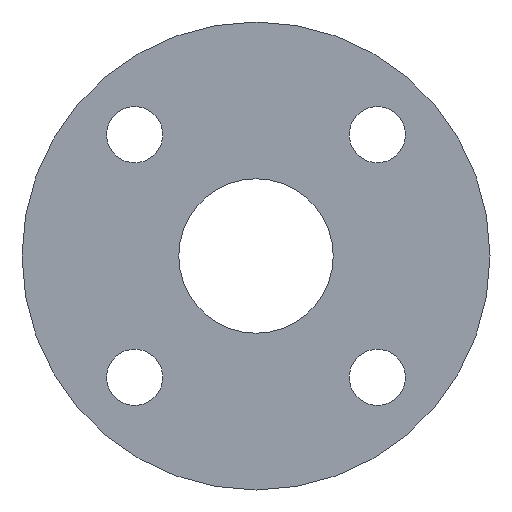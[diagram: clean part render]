
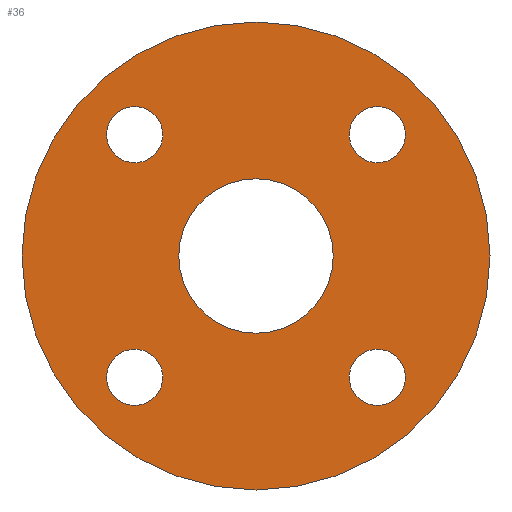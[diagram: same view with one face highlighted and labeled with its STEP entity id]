
A CAD part, left-side view. The second image highlights one B-rep face of the part: STEP entity #36.
In plain terms, the highlighted planar face has unit normal (-1, 0, 0).
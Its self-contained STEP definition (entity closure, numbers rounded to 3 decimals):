
#2 = CARTESIAN_POINT ( 'NONE',  ( -16., 38.891, -38.891 ) ) ;
#5 = CIRCLE ( 'NONE', #389, 9. ) ;
#8 = EDGE_LOOP ( 'NONE', ( #524, #496 ) ) ;
#9 = EDGE_CURVE ( 'NONE', #348, #370, #74, .T. ) ;
#10 = DIRECTION ( 'NONE',  ( 1., 0., 0. ) ) ;
#19 = DIRECTION ( 'NONE',  ( 1., 0., 0. ) ) ;
#36 = ADVANCED_FACE ( 'NONE', ( #328, #127, #219, #420, #523, #133 ), #321, .F. ) ;
#60 = DIRECTION ( 'NONE',  ( 1., 0., 0. ) ) ;
#61 = ORIENTED_EDGE ( 'NONE', *, *, #192, .T. ) ;
#67 = EDGE_CURVE ( 'NONE', #407, #202, #164, .T. ) ;
#70 = CARTESIAN_POINT ( 'NONE',  ( -16., 38.891, -38.891 ) ) ;
#74 = CIRCLE ( 'NONE', #350, 9. ) ;
#86 = CARTESIAN_POINT ( 'NONE',  ( -16., 0., 0. ) ) ;
#91 = VERTEX_POINT ( 'NONE', #468 ) ;
#107 = CARTESIAN_POINT ( 'NONE',  ( -16., 38.891, 29.891 ) ) ;
#115 = CARTESIAN_POINT ( 'NONE',  ( -16., -38.891, -29.891 ) ) ;
#127 = FACE_BOUND ( 'NONE', #8, .T. ) ;
#131 = CARTESIAN_POINT ( 'NONE',  ( -16., 0., 0. ) ) ;
#132 = CIRCLE ( 'NONE', #606, 9. ) ;
#133 = FACE_OUTER_BOUND ( 'NONE', #190, .T. ) ;
#136 = DIRECTION ( 'NONE',  ( 1., 0., 0. ) ) ;
#143 = VERTEX_POINT ( 'NONE', #173 ) ;
#144 = EDGE_CURVE ( 'NONE', #578, #290, #132, .T. ) ;
#147 = VERTEX_POINT ( 'NONE', #429 ) ;
#154 = AXIS2_PLACEMENT_3D ( 'NONE', #70, #60, #167 ) ;
#155 = DIRECTION ( 'NONE',  ( 0., 0., -1. ) ) ;
#157 = ORIENTED_EDGE ( 'NONE', *, *, #9, .T. ) ;
#158 = CARTESIAN_POINT ( 'NONE',  ( -16., 0., -75. ) ) ;
#164 = CIRCLE ( 'NONE', #242, 9. ) ;
#167 = DIRECTION ( 'NONE',  ( 0., 0., -1. ) ) ;
#173 = CARTESIAN_POINT ( 'NONE',  ( -16., 38.891, -47.891 ) ) ;
#175 = EDGE_LOOP ( 'NONE', ( #199, #506 ) ) ;
#178 = CARTESIAN_POINT ( 'NONE',  ( -16., -38.891, 38.891 ) ) ;
#179 = EDGE_CURVE ( 'NONE', #437, #392, #285, .T. ) ;
#183 = DIRECTION ( 'NONE',  ( 1., 0., 0. ) ) ;
#184 = EDGE_CURVE ( 'NONE', #202, #407, #618, .T. ) ;
#187 = CIRCLE ( 'NONE', #253, 9. ) ;
#190 = EDGE_LOOP ( 'NONE', ( #453, #217 ) ) ;
#192 = EDGE_CURVE ( 'NONE', #370, #348, #309, .T. ) ;
#193 = CARTESIAN_POINT ( 'NONE',  ( -16., -38.891, 29.891 ) ) ;
#199 = ORIENTED_EDGE ( 'NONE', *, *, #515, .T. ) ;
#202 = VERTEX_POINT ( 'NONE', #577 ) ;
#203 = DIRECTION ( 'NONE',  ( 1., 0., 0. ) ) ;
#206 = CARTESIAN_POINT ( 'NONE',  ( -16., 38.891, 47.891 ) ) ;
#211 = DIRECTION ( 'NONE',  ( 0., 0., -1. ) ) ;
#216 = CIRCLE ( 'NONE', #572, 24.75 ) ;
#217 = ORIENTED_EDGE ( 'NONE', *, *, #546, .F. ) ;
#219 = FACE_BOUND ( 'NONE', #300, .T. ) ;
#227 = DIRECTION ( 'NONE',  ( 0., 0., -1. ) ) ;
#229 = DIRECTION ( 'NONE',  ( 0., 0., -1. ) ) ;
#242 = AXIS2_PLACEMENT_3D ( 'NONE', #519, #183, #560 ) ;
#250 = AXIS2_PLACEMENT_3D ( 'NONE', #86, #605, #462 ) ;
#252 = ORIENTED_EDGE ( 'NONE', *, *, #472, .T. ) ;
#253 = AXIS2_PLACEMENT_3D ( 'NONE', #2, #10, #384 ) ;
#254 = EDGE_CURVE ( 'NONE', #91, #143, #187, .T. ) ;
#268 = DIRECTION ( 'NONE',  ( 1., 0., 0. ) ) ;
#285 = CIRCLE ( 'NONE', #299, 75. ) ;
#288 = EDGE_CURVE ( 'NONE', #147, #621, #295, .T. ) ;
#290 = VERTEX_POINT ( 'NONE', #193 ) ;
#294 = CIRCLE ( 'NONE', #250, 75. ) ;
#295 = CIRCLE ( 'NONE', #554, 24.75 ) ;
#296 = DIRECTION ( 'NONE',  ( 0., 0., -1. ) ) ;
#299 = AXIS2_PLACEMENT_3D ( 'NONE', #131, #326, #613 ) ;
#300 = EDGE_LOOP ( 'NONE', ( #252, #332 ) ) ;
#309 = CIRCLE ( 'NONE', #532, 9. ) ;
#316 = DIRECTION ( 'NONE',  ( 1., 0., 0. ) ) ;
#321 = PLANE ( 'NONE',  #469 ) ;
#326 = DIRECTION ( 'NONE',  ( 1., 0., 0. ) ) ;
#328 = FACE_BOUND ( 'NONE', #445, .T. ) ;
#332 = ORIENTED_EDGE ( 'NONE', *, *, #254, .T. ) ;
#348 = VERTEX_POINT ( 'NONE', #206 ) ;
#350 = AXIS2_PLACEMENT_3D ( 'NONE', #455, #19, #211 ) ;
#356 = CARTESIAN_POINT ( 'NONE',  ( -16., 0., 75. ) ) ;
#362 = AXIS2_PLACEMENT_3D ( 'NONE', #571, #316, #296 ) ;
#370 = VERTEX_POINT ( 'NONE', #107 ) ;
#373 = EDGE_CURVE ( 'NONE', #290, #578, #5, .T. ) ;
#384 = DIRECTION ( 'NONE',  ( 0., 0., -1. ) ) ;
#389 = AXIS2_PLACEMENT_3D ( 'NONE', #586, #203, #155 ) ;
#390 = DIRECTION ( 'NONE',  ( 0., 0., -1. ) ) ;
#392 = VERTEX_POINT ( 'NONE', #356 ) ;
#404 = EDGE_LOOP ( 'NONE', ( #61, #157 ) ) ;
#407 = VERTEX_POINT ( 'NONE', #115 ) ;
#417 = CARTESIAN_POINT ( 'NONE',  ( -16., -38.891, 47.891 ) ) ;
#420 = FACE_BOUND ( 'NONE', #175, .T. ) ;
#426 = DIRECTION ( 'NONE',  ( 1., 0., 0. ) ) ;
#429 = CARTESIAN_POINT ( 'NONE',  ( -16., 0., 24.75 ) ) ;
#432 = CARTESIAN_POINT ( 'NONE',  ( -16., 38.891, 38.891 ) ) ;
#436 = CARTESIAN_POINT ( 'NONE',  ( -16., 0., 0. ) ) ;
#437 = VERTEX_POINT ( 'NONE', #158 ) ;
#445 = EDGE_LOOP ( 'NONE', ( #494, #457 ) ) ;
#453 = ORIENTED_EDGE ( 'NONE', *, *, #179, .F. ) ;
#455 = CARTESIAN_POINT ( 'NONE',  ( -16., 38.891, 38.891 ) ) ;
#457 = ORIENTED_EDGE ( 'NONE', *, *, #144, .T. ) ;
#462 = DIRECTION ( 'NONE',  ( 0., 0., -1. ) ) ;
#465 = DIRECTION ( 'NONE',  ( 1., 0., 0. ) ) ;
#468 = CARTESIAN_POINT ( 'NONE',  ( -16., 38.891, -29.891 ) ) ;
#469 = AXIS2_PLACEMENT_3D ( 'NONE', #476, #465, #227 ) ;
#472 = EDGE_CURVE ( 'NONE', #143, #91, #501, .T. ) ;
#476 = CARTESIAN_POINT ( 'NONE',  ( -16., 0., 0. ) ) ;
#494 = ORIENTED_EDGE ( 'NONE', *, *, #373, .T. ) ;
#496 = ORIENTED_EDGE ( 'NONE', *, *, #67, .T. ) ;
#501 = CIRCLE ( 'NONE', #154, 9. ) ;
#506 = ORIENTED_EDGE ( 'NONE', *, *, #288, .T. ) ;
#509 = DIRECTION ( 'NONE',  ( 0., 0., -1. ) ) ;
#515 = EDGE_CURVE ( 'NONE', #621, #147, #216, .T. ) ;
#519 = CARTESIAN_POINT ( 'NONE',  ( -16., -38.891, -38.891 ) ) ;
#523 = FACE_BOUND ( 'NONE', #404, .T. ) ;
#524 = ORIENTED_EDGE ( 'NONE', *, *, #184, .T. ) ;
#526 = DIRECTION ( 'NONE',  ( 0., 0., -1. ) ) ;
#532 = AXIS2_PLACEMENT_3D ( 'NONE', #432, #136, #526 ) ;
#546 = EDGE_CURVE ( 'NONE', #392, #437, #294, .T. ) ;
#554 = AXIS2_PLACEMENT_3D ( 'NONE', #436, #624, #390 ) ;
#560 = DIRECTION ( 'NONE',  ( 0., 0., -1. ) ) ;
#567 = CARTESIAN_POINT ( 'NONE',  ( -16., 0., 0. ) ) ;
#571 = CARTESIAN_POINT ( 'NONE',  ( -16., -38.891, -38.891 ) ) ;
#572 = AXIS2_PLACEMENT_3D ( 'NONE', #567, #426, #509 ) ;
#577 = CARTESIAN_POINT ( 'NONE',  ( -16., -38.891, -47.891 ) ) ;
#578 = VERTEX_POINT ( 'NONE', #417 ) ;
#586 = CARTESIAN_POINT ( 'NONE',  ( -16., -38.891, 38.891 ) ) ;
#605 = DIRECTION ( 'NONE',  ( 1., 0., 0. ) ) ;
#606 = AXIS2_PLACEMENT_3D ( 'NONE', #178, #268, #229 ) ;
#612 = CARTESIAN_POINT ( 'NONE',  ( -16., 0., -24.75 ) ) ;
#613 = DIRECTION ( 'NONE',  ( 0., 0., -1. ) ) ;
#618 = CIRCLE ( 'NONE', #362, 9. ) ;
#621 = VERTEX_POINT ( 'NONE', #612 ) ;
#624 = DIRECTION ( 'NONE',  ( 1., 0., 0. ) ) ;
